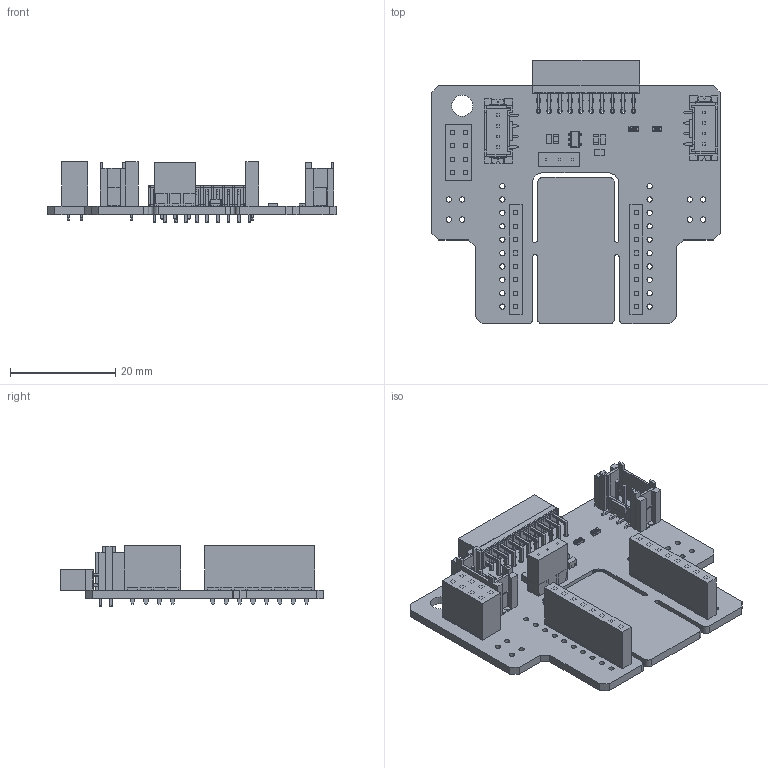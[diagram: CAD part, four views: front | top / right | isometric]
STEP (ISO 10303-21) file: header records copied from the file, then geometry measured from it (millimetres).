
FILE_DESCRIPTION(('Open CASCADE Model'),'2;1');
FILE_NAME('Open CASCADE Shape Model','2018-11-30T13:07:36',('Author'),( 'Open CASCADE'),'Open CASCADE STEP processor 6.8','Open CASCADE 6.8' ,'Unknown');
FILE_SCHEMA(('AUTOMOTIVE_DESIGN { 1 0 10303 214 1 1 1 1 }'));
Length unit declared in the file: millimetre
Products named in the file (117): PCB; Board; CN1; TMM-110-01-L-D-RA; _TMM-110-01-L-D-RA_body; _TMM-110-01-L-D-RA_pins1; _TMM-110-01-L-D-RA_pins2; 778269720; Extruded; 778266728; 778266864; 778267000; 778267136; 778267272; 778267408; 778267544; U1; SOT23-5L; 778268904; C5; C0603; 778268632; C2; 778268360; 778268496; C3; C1; 778268768; C4; CN3; 778269448; 778269584; 778263328; 778263464; 778263600; 778263736; 778263872; 778264008; 778264144; 778264280 ...
Assembly tree (215 placements, depth 4):
  PCB
    Board
    CN1
      TMM-110-01-L-D-RA
        _TMM-110-01-L-D-RA_body
        _TMM-110-01-L-D-RA_pins1
        _TMM-110-01-L-D-RA_pins2
      778269720
        Extruded
      778266728  x10
        Extruded
      778266864  x10
        Extruded
      778267000
        Extruded
      778267136  x10
        Extruded
      778267272  x10
        Extruded
      778267408  x10
        Extruded
      778267544  x10
        Extruded
    U1
      SOT23-5L
      778268904
        Extruded
    C5
      C0603
      778268632
        Extruded
    C2
      778268360  x2
        Extruded
      778268496
        Extruded
    C3
      778268360  x2
        Extruded
      778268496
        Extruded
    C1
      C0603
      778268768
        Extruded
    C4
      C0603
      778268768
        Extruded
    CN3
      778269448
        Extruded
      778269584
        Extruded
      778263328  x4
        Extruded
      778263464
        Extruded
      778263600
        Extruded
Bounding box: 54.74 x 49.96 x 11.56 mm (x, y, z)
Volume: 7250.6 mm3; surface area: 13199.9 mm2
Topology: 161 solids, 161 shells, 2785 faces, 6971 edges, 4552 vertices
Faces by surface type: plane 2457, cylinder 222, bspline 106
Full cylindrical faces by diameter (mm): 0.9 x20, 1 x31, 1.1 x24, 4 x1
Entity records: 67127 total; most frequent: CARTESIAN_POINT 12758, ORIENTED_EDGE 9352, DIRECTION 8866, EDGE_CURVE 4676, LINE 4230, VECTOR 4230, VERTEX_POINT 3054, AXIS2_PLACEMENT_3D 2318
